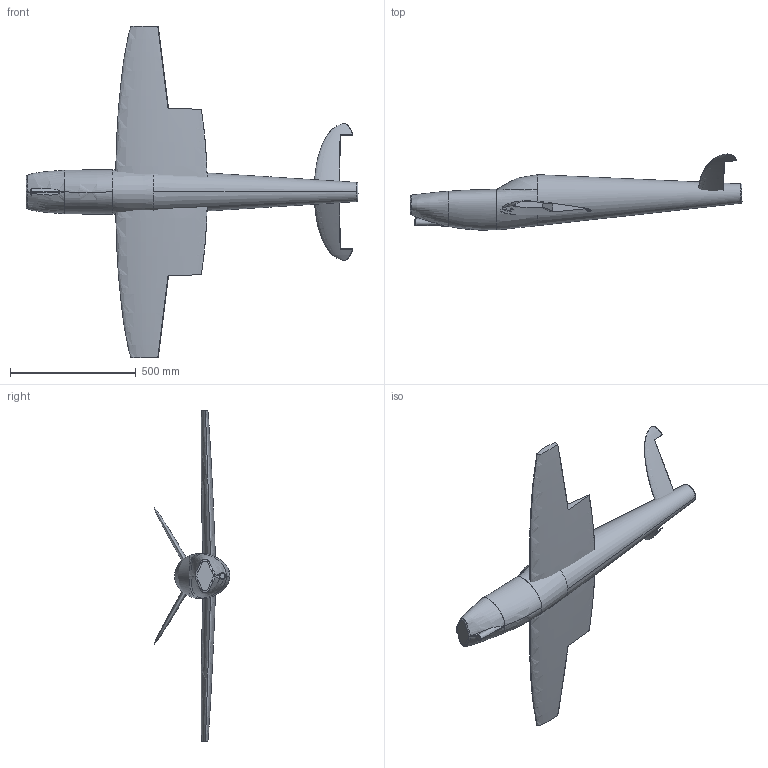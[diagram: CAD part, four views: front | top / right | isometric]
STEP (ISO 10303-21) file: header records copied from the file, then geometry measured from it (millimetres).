
FILE_DESCRIPTION (( 'STEP AP214' ), '1' );
FILE_NAME ('Full Airplane.STEP', '2022-09-26T22:06:55', ( '' ), ( '' ), 'SwSTEP 2.0', 'SolidWorks 2022', '' );
FILE_SCHEMA (( 'AUTOMOTIVE_DESIGN' ));
Length unit declared in the file: inch
Products named in the file (6): MirrorAERO_402_ElipticalElevator; MirrorWing Falcon with Cutout; Wing Falcon with Cutout; Fuselage; AERO_402_ElipticalElevator; Full Airplane
Assembly tree (5 placements, depth 2):
  Full Airplane
    Fuselage
    Wing Falcon with Cutout
    MirrorWing Falcon with Cutout
    AERO_402_ElipticalElevator
    MirrorAERO_402_ElipticalElevator
Bounding box: 1320.8 x 302.24 x 1320.67 mm (x, y, z)
Volume: 34216581.2 mm3; surface area: 1509049.6 mm2
Topology: 6 solids, 7 shells, 68 faces, 169 edges, 109 vertices
Faces by surface type: bspline 45, plane 23
Entity records: 25353 total; most frequent: CARTESIAN_POINT 23926, ORIENTED_EDGE 326, EDGE_CURVE 163, B_SPLINE_CURVE_WITH_KNOTS 144, VERTEX_POINT 108, DIRECTION 84, FACE_OUTER_BOUND 67, ADVANCED_FACE 67
